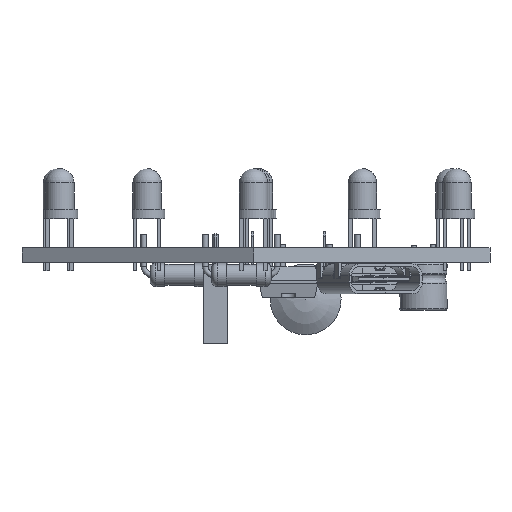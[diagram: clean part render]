
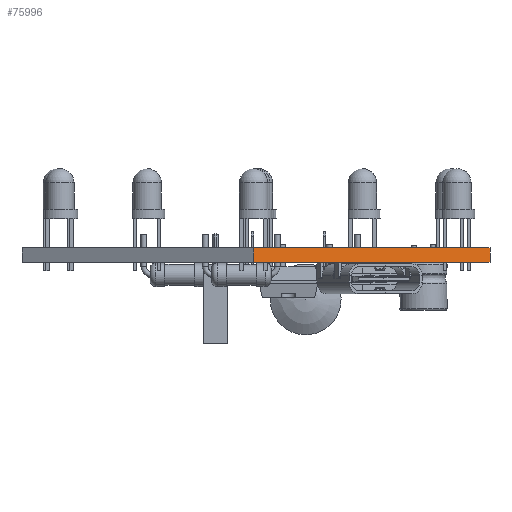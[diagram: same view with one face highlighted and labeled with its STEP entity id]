
A CAD part, front view. The second image highlights one B-rep face of the part: STEP entity #75996.
In plain terms, the highlighted planar face has unit normal (0.514, -0.858, 0).
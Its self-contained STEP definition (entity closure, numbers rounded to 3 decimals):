
#74238 = VERTEX_POINT('',#74239);
#74239 = CARTESIAN_POINT('',(122.5,-121.,0.));
#74245 = EDGE_CURVE('',#74246,#74238,#74248,.T.);
#74246 = VERTEX_POINT('',#74247);
#74247 = CARTESIAN_POINT('',(147.5,-106.,0.));
#74248 = LINE('',#74249,#74250);
#74249 = CARTESIAN_POINT('',(147.5,-106.,0.));
#74250 = VECTOR('',#74251,1.);
#74251 = DIRECTION('',(-0.857,-0.514,0.));
#75115 = VERTEX_POINT('',#75116);
#75116 = CARTESIAN_POINT('',(122.5,-121.,1.51));
#75122 = EDGE_CURVE('',#75123,#75115,#75125,.T.);
#75123 = VERTEX_POINT('',#75124);
#75124 = CARTESIAN_POINT('',(147.5,-106.,1.51));
#75125 = LINE('',#75126,#75127);
#75126 = CARTESIAN_POINT('',(147.5,-106.,1.51));
#75127 = VECTOR('',#75128,1.);
#75128 = DIRECTION('',(-0.857,-0.514,0.));
#75968 = EDGE_CURVE('',#74246,#75123,#75969,.T.);
#75969 = LINE('',#75970,#75971);
#75970 = CARTESIAN_POINT('',(147.5,-106.,0.));
#75971 = VECTOR('',#75972,1.);
#75972 = DIRECTION('',(0.,0.,1.));
#75996 = ADVANCED_FACE('',(#75997),#76008,.T.);
#75997 = FACE_BOUND('',#75998,.T.);
#75998 = EDGE_LOOP('',(#75999,#76000,#76001,#76007));
#75999 = ORIENTED_EDGE('',*,*,#75968,.T.);
#76000 = ORIENTED_EDGE('',*,*,#75122,.T.);
#76001 = ORIENTED_EDGE('',*,*,#76002,.F.);
#76002 = EDGE_CURVE('',#74238,#75115,#76003,.T.);
#76003 = LINE('',#76004,#76005);
#76004 = CARTESIAN_POINT('',(122.5,-121.,0.));
#76005 = VECTOR('',#76006,1.);
#76006 = DIRECTION('',(0.,0.,1.));
#76007 = ORIENTED_EDGE('',*,*,#74245,.F.);
#76008 = PLANE('',#76009);
#76009 = AXIS2_PLACEMENT_3D('',#76010,#76011,#76012);
#76010 = CARTESIAN_POINT('',(147.5,-106.,0.));
#76011 = DIRECTION('',(0.514,-0.857,0.));
#76012 = DIRECTION('',(-0.857,-0.514,0.));
